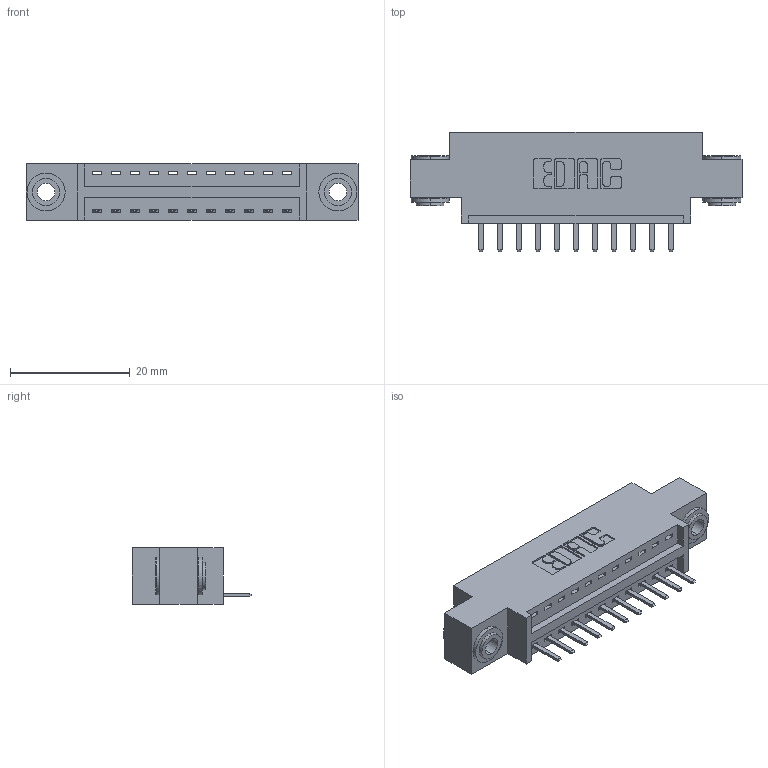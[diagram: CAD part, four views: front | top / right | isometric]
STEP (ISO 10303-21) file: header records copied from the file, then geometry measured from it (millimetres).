
FILE_DESCRIPTION (( 'STEP AP203' ), '1' );
FILE_NAME ('346-011-520-603.STEP', '2018-08-17T08:28:11', ( '' ), ( '' ), 'SwSTEP 2.0', 'SolidWorks 2016', '' );
FILE_SCHEMA (( 'CONFIG_CONTROL_DESIGN' ));
Length unit declared in the file: inch
Products named in the file (4): 346 Part_0.170 Offset - 0.156 Dia-TH; 345-292-001_345-293-120; 345-250-002_345-250-002-102; 346-011-520-603
Assembly tree (14 placements, depth 2):
  346-011-520-603
    346 Part_0.170 Offset - 0.156 Dia-TH
    345-292-001_345-293-120  x11
    345-250-002_345-250-002-102  x2
Bounding box: 55.5 x 20.02 x 9.4 mm (x, y, z)
Volume: 4932 mm3; surface area: 6103.8 mm2
Topology: 14 solids, 14 shells, 846 faces, 2441 edges, 1594 vertices
Faces by surface type: plane 552, cylinder 286, cone 8
Entity records: 11896 total; most frequent: CARTESIAN_POINT 2040, ORIENTED_EDGE 1966, DIRECTION 1855, EDGE_CURVE 983, LINE 779, VECTOR 779, VERTEX_POINT 650, AXIS2_PLACEMENT_3D 538
